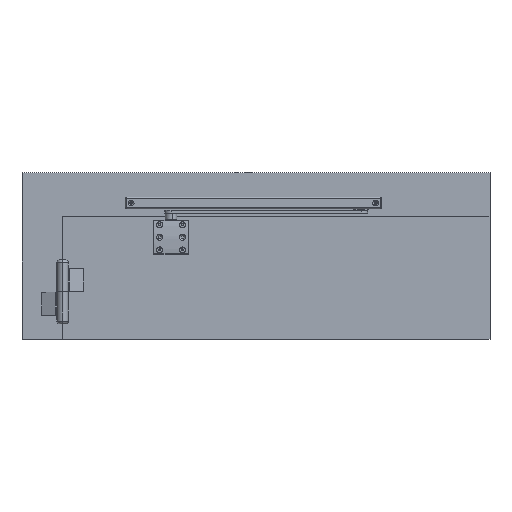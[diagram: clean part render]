
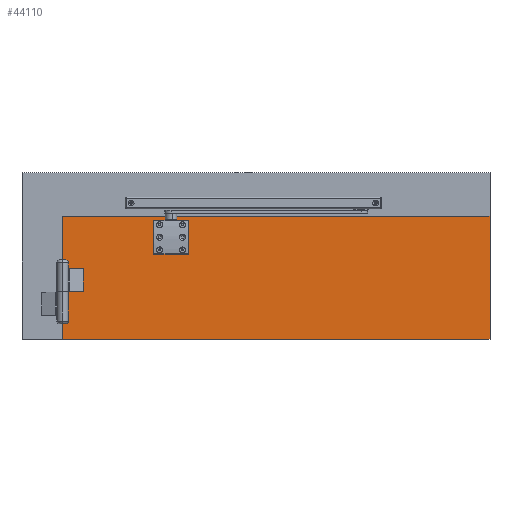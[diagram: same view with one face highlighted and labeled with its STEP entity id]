
A CAD part, top view. The second image highlights one B-rep face of the part: STEP entity #44110.
In plain terms, the highlighted planar face has unit normal (0, 0, 1).
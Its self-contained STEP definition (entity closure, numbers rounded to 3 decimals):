
#43040=CARTESIAN_POINT('',(-20.458,222.598,
-322.5));
#43050=DIRECTION('',(-0.,0.,1.));
#43060=DIRECTION('',(0.,-1.,0.));
#43070=AXIS2_PLACEMENT_3D('',#43040,#43050,#43060);
#43080=PLANE('',#43070);
#43090=CARTESIAN_POINT('',(-20.458,-93.65,
-322.5));
#43100=DIRECTION('',(1.,0.,0.));
#43110=VECTOR('',#43100,1.);
#43120=LINE('',#43090,#43110);
#43130=CARTESIAN_POINT('',(-206.458,-93.65,
-322.5));
#43140=VERTEX_POINT('',#43130);
#43150=CARTESIAN_POINT('',(-174.458,-93.65,
-322.5));
#43160=VERTEX_POINT('',#43150);
#43170=EDGE_CURVE('',#43140,#43160,#43120,.T.);
#43180=ORIENTED_EDGE('',*,*,#43170,.F.);
#43190=CARTESIAN_POINT('',(-174.458,44.548,
-322.5));
#43200=DIRECTION('',(0.,1.,0.));
#43210=VECTOR('',#43200,1.);
#43220=LINE('',#43190,#43210);
#43230=CARTESIAN_POINT('',(-174.458,-53.65,
-322.5));
#43240=VERTEX_POINT('',#43230);
#43250=EDGE_CURVE('',#43160,#43240,#43220,.T.);
#43260=ORIENTED_EDGE('',*,*,#43250,.F.);
#43270=CARTESIAN_POINT('',(-20.458,-53.65,
-322.5));
#43280=DIRECTION('',(-1.,0.,0.));
#43290=VECTOR('',#43280,1.);
#43300=LINE('',#43270,#43290);
#43310=CARTESIAN_POINT('',(-206.458,-53.65,
-322.5));
#43320=VERTEX_POINT('',#43310);
#43330=EDGE_CURVE('',#43240,#43320,#43300,.T.);
#43340=ORIENTED_EDGE('',*,*,#43330,.F.);
#43350=CARTESIAN_POINT('',(-206.458,44.548,
-322.5));
#43360=DIRECTION('',(0.,-1.,0.));
#43370=VECTOR('',#43360,1.);
#43380=LINE('',#43350,#43370);
#43390=EDGE_CURVE('',#43320,#43140,#43380,.T.);
#43400=ORIENTED_EDGE('',*,*,#43390,.F.);
#43410=EDGE_LOOP('',(#43400,#43340,#43260,#43180));
#43420=FACE_BOUND('',#43410,.T.);
#43430=CARTESIAN_POINT('',(538.042,44.548,
-322.5));
#43440=DIRECTION('',(0.,1.,0.));
#43450=VECTOR('',#43440,1.);
#43460=LINE('',#43430,#43450);
#43470=CARTESIAN_POINT('',(538.042,-177.402,
-322.5));
#43480=VERTEX_POINT('',#43470);
#43490=CARTESIAN_POINT('',(538.042,37.998,
-322.5));
#43500=VERTEX_POINT('',#43490);
#43510=EDGE_CURVE('',#43480,#43500,#43460,.T.);
#43520=ORIENTED_EDGE('',*,*,#43510,.T.);
#43530=CARTESIAN_POINT('',(-20.458,-177.402,
-322.5));
#43540=DIRECTION('',(-1.,0.,0.));
#43550=VECTOR('',#43540,1.);
#43560=LINE('',#43530,#43550);
#43570=CARTESIAN_POINT('',(-210.458,-177.402,
-322.5));
#43580=VERTEX_POINT('',#43570);
#43590=EDGE_CURVE('',#43480,#43580,#43560,.T.);
#43600=ORIENTED_EDGE('',*,*,#43590,.F.);
#43610=CARTESIAN_POINT('',(-210.458,44.548,
-322.5));
#43620=DIRECTION('',(0.,-1.,0.));
#43630=VECTOR('',#43620,1.);
#43640=LINE('',#43610,#43630);
#43650=CARTESIAN_POINT('',(-210.458,37.998,
-322.5));
#43660=VERTEX_POINT('',#43650);
#43670=EDGE_CURVE('',#43660,#43580,#43640,.T.);
#43680=ORIENTED_EDGE('',*,*,#43670,.T.);
#43690=CARTESIAN_POINT('',(-20.458,37.998,
-322.5));
#43700=DIRECTION('',(-1.,0.,0.));
#43710=VECTOR('',#43700,1.);
#43720=LINE('',#43690,#43710);
#43730=EDGE_CURVE('',#43500,#43660,#43720,.T.);
#43740=ORIENTED_EDGE('',*,*,#43730,.T.);
#43750=EDGE_LOOP('',(#43740,#43680,#43600,#43520));
#43760=FACE_OUTER_BOUND('',#43750,.T.);
#43770=CARTESIAN_POINT('',(9.542,44.548,
-322.5));
#43780=DIRECTION('',(0.,1.,0.));
#43790=VECTOR('',#43780,1.);
#43800=LINE('',#43770,#43790);
#43810=CARTESIAN_POINT('',(9.542,-29.002,
-322.5));
#43820=VERTEX_POINT('',#43810);
#43830=CARTESIAN_POINT('',(9.542,30.998,-322.5)
);
#43840=VERTEX_POINT('',#43830);
#43850=EDGE_CURVE('',#43820,#43840,#43800,.T.);
#43860=ORIENTED_EDGE('',*,*,#43850,.F.);
#43870=CARTESIAN_POINT('',(-20.458,30.998,-322.5
));
#43880=DIRECTION('',(-1.,0.,0.));
#43890=VECTOR('',#43880,1.);
#43900=LINE('',#43870,#43890);
#43910=CARTESIAN_POINT('',(-50.458,30.998,-322.5
));
#43920=VERTEX_POINT('',#43910);
#43930=EDGE_CURVE('',#43840,#43920,#43900,.T.);
#43940=ORIENTED_EDGE('',*,*,#43930,.F.);
#43950=CARTESIAN_POINT('',(-50.458,44.548,
-322.5));
#43960=DIRECTION('',(0.,-1.,0.));
#43970=VECTOR('',#43960,1.);
#43980=LINE('',#43950,#43970);
#43990=CARTESIAN_POINT('',(-50.458,-29.002,
-322.5));
#44000=VERTEX_POINT('',#43990);
#44010=EDGE_CURVE('',#43920,#44000,#43980,.T.);
#44020=ORIENTED_EDGE('',*,*,#44010,.F.);
#44030=CARTESIAN_POINT('',(-20.458,-29.002,
-322.5));
#44040=DIRECTION('',(1.,0.,0.));
#44050=VECTOR('',#44040,1.);
#44060=LINE('',#44030,#44050);
#44070=EDGE_CURVE('',#44000,#43820,#44060,.T.);
#44080=ORIENTED_EDGE('',*,*,#44070,.F.);
#44090=EDGE_LOOP('',(#44080,#44020,#43940,#43860));
#44100=FACE_BOUND('',#44090,.T.);
#44110=ADVANCED_FACE('',(#43420,#43760,#44100),#43080,.T.);
